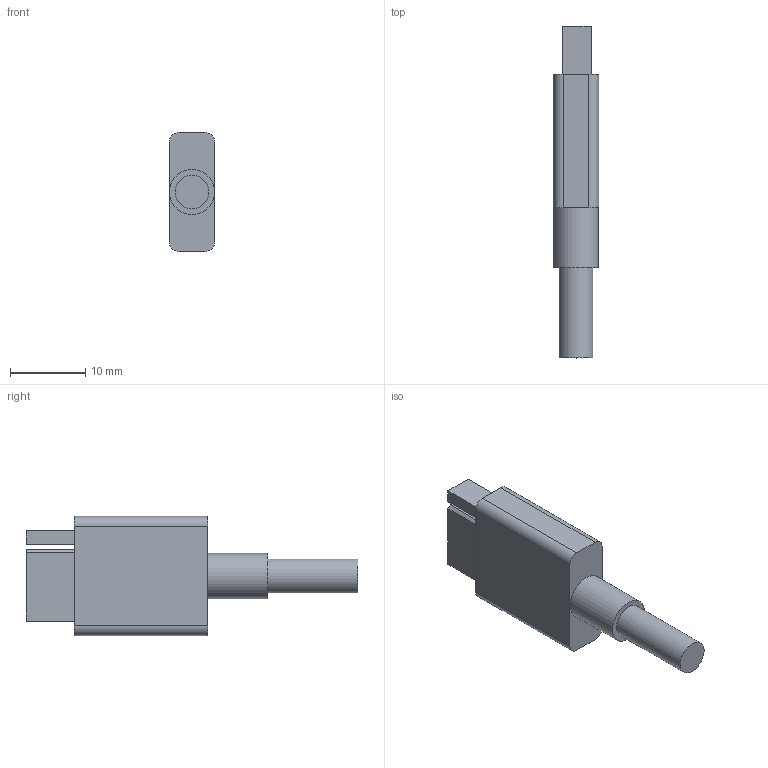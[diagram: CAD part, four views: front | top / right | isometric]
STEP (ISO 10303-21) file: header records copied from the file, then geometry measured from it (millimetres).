
FILE_DESCRIPTION(/* description */ (''),/* implementation_level */ '2;1');
FILE_NAME(/* name */ 'BTT CANBUS XT30 V1.step',/* time_stamp */ '2023-12-06T23:24:07+01:00',/* author */ (''),/* organization */ (''),/* preprocessor_version */ 'ST-DEVELOPER v20',/* originating_system */ 'Autodesk Translation Framework v12.14.0.127',/* authorisation */ '');
FILE_SCHEMA (('AUTOMOTIVE_DESIGN { 1 0 10303 214 3 1 1 }'));
Length unit declared in the file: millimetre
Products named in the file (1): BTT CANBUS XT30 V1
Bounding box: 6.05 x 44.2 x 15.87 mm (x, y, z)
Volume: 2327 mm3; surface area: 1662.6 mm2
Topology: 2 solids, 2 shells, 35 faces, 72 edges, 48 vertices
Faces by surface type: plane 25, cylinder 10
Full cylindrical faces by diameter (mm): 0.9 x2, 2 x2, 4.5 x1, 6 x1
Entity records: 999 total; most frequent: DIRECTION 164, CARTESIAN_POINT 156, ORIENTED_EDGE 144, EDGE_CURVE 72, AXIS2_PLACEMENT_3D 56, LINE 52, VECTOR 52, VERTEX_POINT 48
